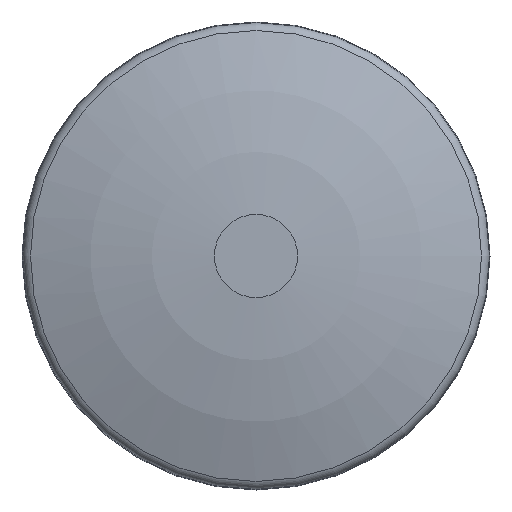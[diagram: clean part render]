
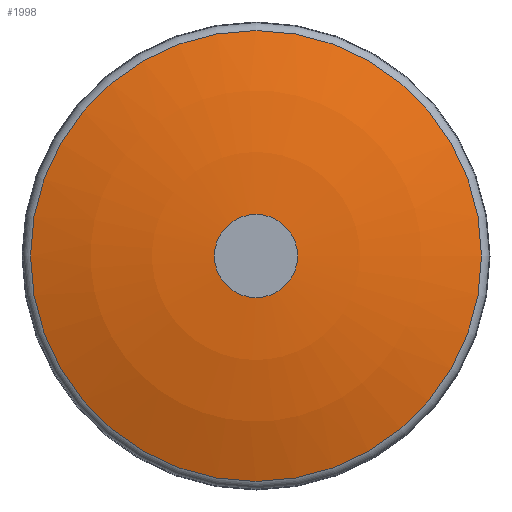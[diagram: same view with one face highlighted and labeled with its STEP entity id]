
A CAD part, left-side view. The second image highlights one B-rep face of the part: STEP entity #1998.
In plain terms, the highlighted toroidal (fillet/blend) face has major radius 20.773 mm and minor radius 500 mm.
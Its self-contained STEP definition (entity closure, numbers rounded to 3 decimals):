
#1998 = ADVANCED_FACE ( 'NONE', ( #12250, #27312 ), #9110, .T. ) ;
#2720 = CARTESIAN_POINT ( 'NONE',  ( 190.23, 0., 387.411 ) ) ;
#3570 = CARTESIAN_POINT ( 'NONE',  ( 0., 0., 387.411 ) ) ;
#5657 = AXIS2_PLACEMENT_3D ( 'NONE', #17189, #8619, #11993 ) ;
#6026 = ORIENTED_EDGE ( 'NONE', *, *, #33300, .T. ) ;
#6962 = DIRECTION ( 'NONE',  ( 0., 0., -1. ) ) ;
#8619 = DIRECTION ( 'NONE',  ( 0., 0., -1. ) ) ;
#9110 = TOROIDAL_SURFACE ( 'NONE', #11014, 20.773, 500. ) ;
#10496 = EDGE_LOOP ( 'NONE', ( #33854 ) ) ;
#11014 = AXIS2_PLACEMENT_3D ( 'NONE', #28303, #19439, #22647 ) ;
#11993 = DIRECTION ( 'NONE',  ( 1., 0., 0. ) ) ;
#12250 = FACE_OUTER_BOUND ( 'NONE', #10496, .T. ) ;
#14547 = CIRCLE ( 'NONE', #5657, 35.07 ) ;
#17189 = CARTESIAN_POINT ( 'NONE',  ( 0., 0., 416.798 ) ) ;
#19439 = DIRECTION ( 'NONE',  ( 0., 0., -1. ) ) ;
#20546 = CARTESIAN_POINT ( 'NONE',  ( 35.07, 0., 416.798 ) ) ;
#22647 = DIRECTION ( 'NONE',  ( 1., 0., 0. ) ) ;
#24119 = EDGE_CURVE ( 'NONE', #39398, #39398, #28915, .T. ) ;
#27312 = FACE_OUTER_BOUND ( 'NONE', #37045, .T. ) ;
#28303 = CARTESIAN_POINT ( 'NONE',  ( 0., 0., -82.998 ) ) ;
#28915 = CIRCLE ( 'NONE', #30805, 190.23 ) ;
#30805 = AXIS2_PLACEMENT_3D ( 'NONE', #3570, #6962, #31404 ) ;
#31404 = DIRECTION ( 'NONE',  ( 1., 0., 0. ) ) ;
#32987 = VERTEX_POINT ( 'NONE', #20546 ) ;
#33300 = EDGE_CURVE ( 'NONE', #32987, #32987, #14547, .T. ) ;
#33854 = ORIENTED_EDGE ( 'NONE', *, *, #24119, .F. ) ;
#37045 = EDGE_LOOP ( 'NONE', ( #6026 ) ) ;
#39398 = VERTEX_POINT ( 'NONE', #2720 ) ;
